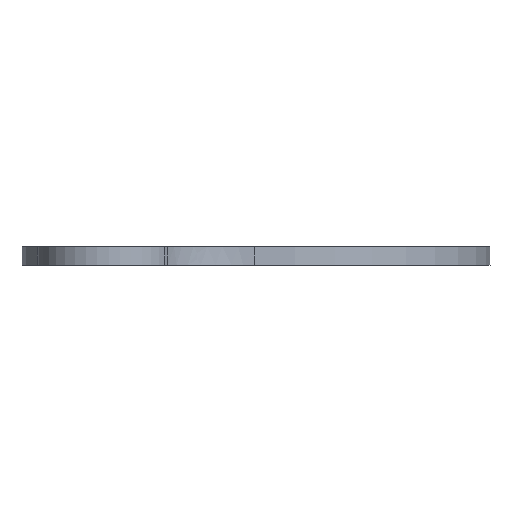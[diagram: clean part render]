
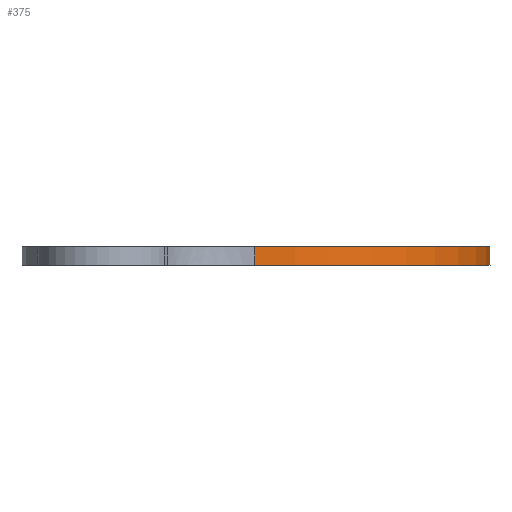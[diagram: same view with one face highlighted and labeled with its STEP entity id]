
A CAD part, front view. The second image highlights one B-rep face of the part: STEP entity #375.
In plain terms, the highlighted conical face has half-angle 0.1 degrees and reference radius 41 mm.
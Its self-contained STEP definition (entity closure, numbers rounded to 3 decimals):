
#36=CONICAL_SURFACE('',#422,41.,0.002);
#45=B_SPLINE_CURVE_WITH_KNOTS('',3,(#851,#852,#853,#854),.UNSPECIFIED.,
 .F.,.F.,(4,4),(-2.018,-1.7),.UNSPECIFIED.);
#64=CIRCLE('',#423,41.006);
#65=CIRCLE('',#424,41.);
#83=FACE_OUTER_BOUND('',#102,.T.);
#102=EDGE_LOOP('',(#308,#309,#310,#311));
#140=LINE('',#898,#163);
#163=VECTOR('',#512,10.);
#181=VERTEX_POINT('',#730);
#184=VERTEX_POINT('',#792);
#197=VERTEX_POINT('',#895);
#198=VERTEX_POINT('',#897);
#223=EDGE_CURVE('',#184,#181,#45,.T.);
#244=EDGE_CURVE('',#184,#197,#64,.T.);
#245=EDGE_CURVE('',#198,#197,#140,.T.);
#246=EDGE_CURVE('',#198,#181,#65,.T.);
#308=ORIENTED_EDGE('',*,*,#223,.F.);
#309=ORIENTED_EDGE('',*,*,#244,.T.);
#310=ORIENTED_EDGE('',*,*,#245,.F.);
#311=ORIENTED_EDGE('',*,*,#246,.T.);
#375=ADVANCED_FACE('',(#83),#36,.T.);
#422=AXIS2_PLACEMENT_3D('',#894,#508,#509);
#423=AXIS2_PLACEMENT_3D('',#896,#510,#511);
#424=AXIS2_PLACEMENT_3D('',#899,#513,#514);
#508=DIRECTION('center_axis',(0.,0.,-1.));
#509=DIRECTION('ref_axis',(1.,-0.003,0.));
#510=DIRECTION('center_axis',(0.,0.,1.));
#511=DIRECTION('ref_axis',(-1.,0.,0.));
#512=DIRECTION('',(0.,0.002,-1.));
#513=DIRECTION('center_axis',(0.,0.,-1.));
#514=DIRECTION('ref_axis',(-1.,0.,0.));
#730=CARTESIAN_POINT('',(-0.246,-40.999,-50.));
#792=CARTESIAN_POINT('',(-0.243,-41.005,-53.175));
#851=CARTESIAN_POINT('Ctrl Pts',(-0.243,-41.005,-53.175));
#852=CARTESIAN_POINT('Ctrl Pts',(-0.244,-41.003,-52.117));
#853=CARTESIAN_POINT('Ctrl Pts',(-0.245,-41.001,-51.058));
#854=CARTESIAN_POINT('Ctrl Pts',(-0.246,-40.999,-50.));
#894=CARTESIAN_POINT('Origin',(-0.026,0.,
-50.));
#895=CARTESIAN_POINT('',(0.022,41.005,-53.175));
#896=CARTESIAN_POINT('Origin',(-0.026,0.,
-53.175));
#897=CARTESIAN_POINT('',(0.022,41.,-50.));
#898=CARTESIAN_POINT('',(0.022,41.,-50.));
#899=CARTESIAN_POINT('Origin',(-0.026,0.,
-50.));
